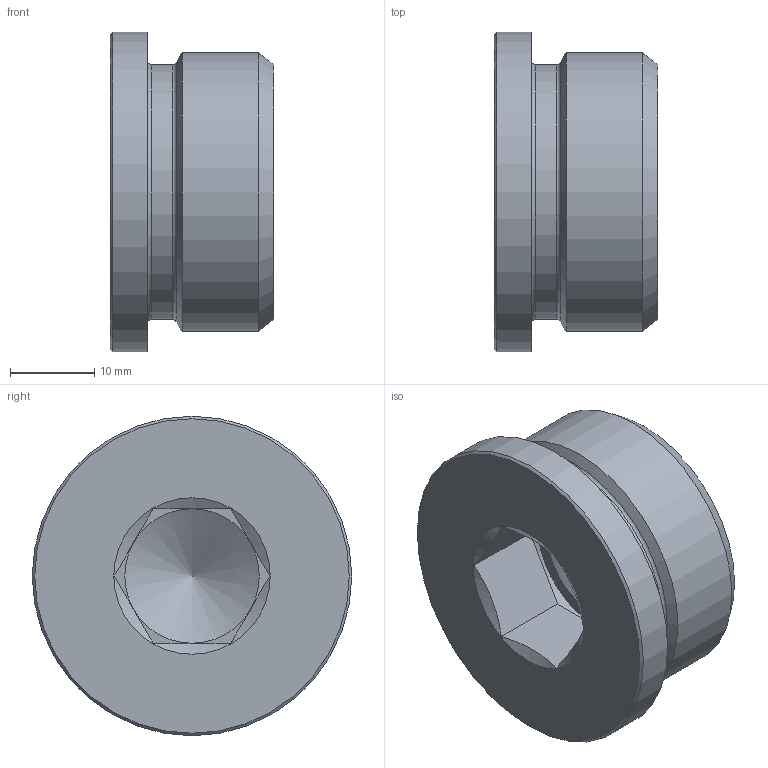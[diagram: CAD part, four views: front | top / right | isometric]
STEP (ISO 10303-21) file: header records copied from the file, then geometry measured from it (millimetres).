
FILE_DESCRIPTION(/* description */ (''),/* implementation_level */ '2;1');
FILE_NAME(/* name */ 'vsti_15-16_unf_es.stp',/* time_stamp */ '2017-01-19T08:26:38+01:00',/* author */ ('leitheußer'),/* organization */ (''),/* preprocessor_version */ 'ST-DEVELOPER v15.6',/* originating_system */ 'Autodesk Inventor LT ',/* authorisation */ '');
FILE_SCHEMA (('AUTOMOTIVE_DESIGN { 1 0 10303 214 3 1 1 }'));
Length unit declared in the file: millimetre
Products named in the file (1): 207507
Bounding box: 19.5 x 38 x 38 mm (x, y, z)
Volume: 14508.1 mm3; surface area: 5148.9 mm2
Topology: 1 solids, 1 shells, 22 faces, 48 edges, 31 vertices
Faces by surface type: plane 11, cone 5, cylinder 4, torus 2
Full cylindrical faces by diameter (mm): 18.9 x1, 30.335 x1, 33.15 x1, 38 x1
Entity records: 520 total; most frequent: CARTESIAN_POINT 93, DIRECTION 86, ORIENTED_EDGE 64, AXIS2_PLACEMENT_3D 37, EDGE_LOOP 36, EDGE_CURVE 32, VERTEX_POINT 26, FACE_OUTER_BOUND 22
